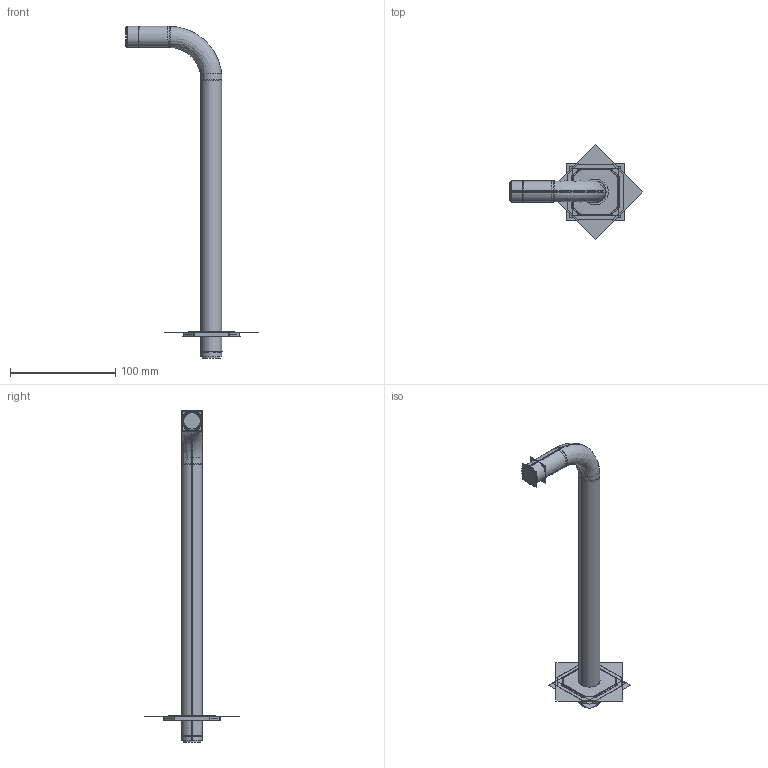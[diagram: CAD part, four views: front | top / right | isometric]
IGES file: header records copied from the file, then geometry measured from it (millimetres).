
Start section:  PTC IGES file: bl684c_asm.igs
Global section: file name: bl684c_asm.igs; native system: Pro/ENGINEER by Parametric Technology Corporation; preprocessor: 2009360; author: user33; organization: Unknown; date: 20191219.150343; units: millimetre
Bounding box: 126.11 x 89.44 x 315.6 mm (x, y, z)
Volume: 39649.1 mm3; surface area: 218080.8 mm2
Topology: 3 solids, 5 shells, 228 faces, 1116 edges, 1414 vertices
Faces by surface type: revolution 140, bspline 88
